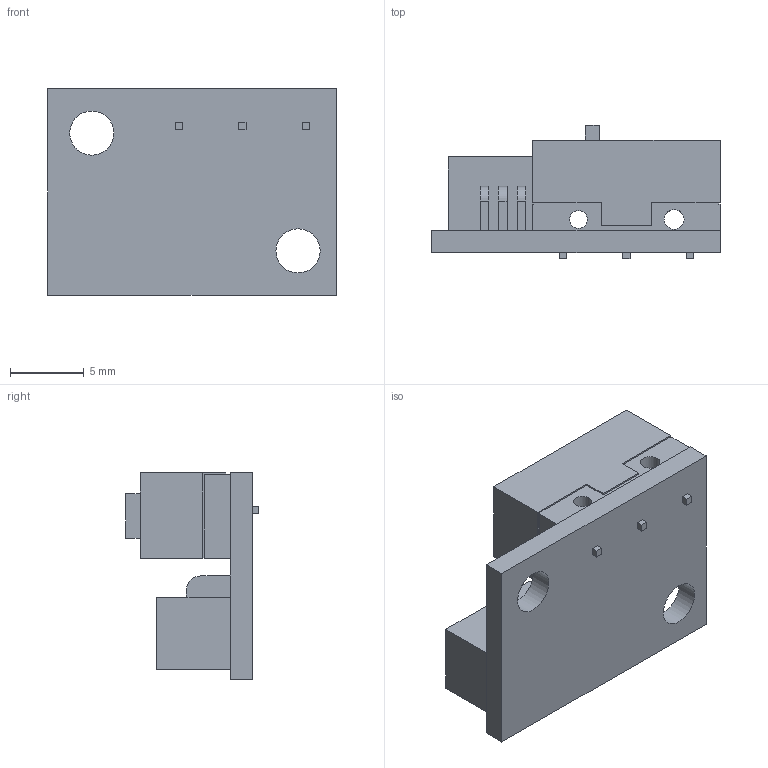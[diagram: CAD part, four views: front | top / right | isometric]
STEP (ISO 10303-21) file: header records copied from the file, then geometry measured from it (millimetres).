
FILE_DESCRIPTION(/* description */ (''),/* implementation_level */ '2;1');
FILE_NAME(/* name */ 'limit switch.stp',/* time_stamp */ '2020-11-19T20:25:00+03:00',/* author */ ('Max'),/* organization */ (''),/* preprocessor_version */ 'ST-DEVELOPER v16.5',/* originating_system */ 'Autodesk Inventor 2017',/* authorisation */ '');
FILE_SCHEMA (('AUTOMOTIVE_DESIGN { 1 0 10303 214 3 1 1 }'));
Length unit declared in the file: millimetre
Products named in the file (1): концевик
Bounding box: 19.6 x 9.03 x 14 mm (x, y, z)
Volume: 936.9 mm3; surface area: 1193 mm2
Topology: 1 solids, 1 shells, 93 faces, 249 edges, 166 vertices
Faces by surface type: plane 86, cylinder 7
Full cylindrical faces by diameter (mm): 1.206 x1, 1.335 x1, 3 x2
Entity records: 2985 total; most frequent: CARTESIAN_POINT 505, ORIENTED_EDGE 490, DIRECTION 447, EDGE_CURVE 245, LINE 231, VECTOR 231, VERTEX_POINT 166, EDGE_LOOP 113
